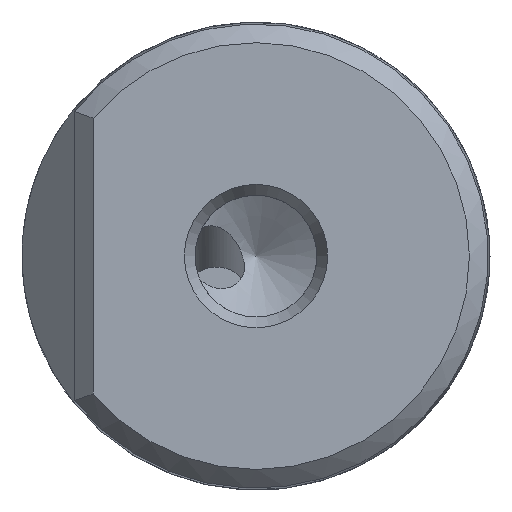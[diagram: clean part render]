
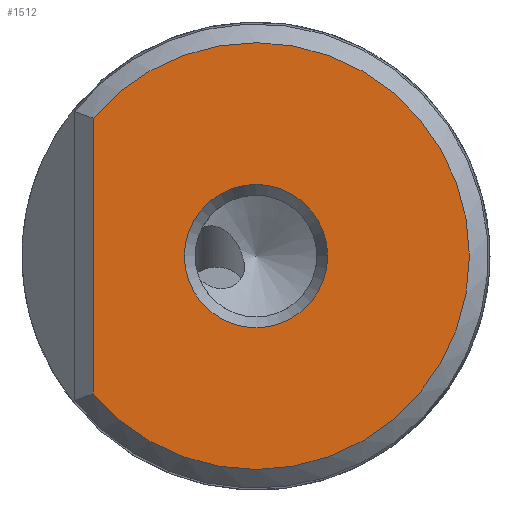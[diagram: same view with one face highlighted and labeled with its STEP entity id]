
A CAD part, left-side view. The second image highlights one B-rep face of the part: STEP entity #1512.
In plain terms, the highlighted planar face has unit normal (-1, 0, 0).
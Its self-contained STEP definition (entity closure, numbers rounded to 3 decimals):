
#125 = AXIS2_PLACEMENT_3D ( 'NONE', #854, #165, #981 ) ;
#128 = FACE_BOUND ( 'NONE', #1133, .T. ) ;
#165 = DIRECTION ( 'NONE',  ( 1., 0., 0. ) ) ;
#176 = AXIS2_PLACEMENT_3D ( 'NONE', #1152, #572, #578 ) ;
#249 = ORIENTED_EDGE ( 'NONE', *, *, #1082, .F. ) ;
#267 = EDGE_CURVE ( 'NONE', #826, #826, #850, .T. ) ;
#317 = CARTESIAN_POINT ( 'NONE',  ( -106.9, 8.7, 10. ) ) ;
#427 = DIRECTION ( 'NONE',  ( 0., 0., -1. ) ) ;
#551 = AXIS2_PLACEMENT_3D ( 'NONE', #911, #680, #1488 ) ;
#572 = DIRECTION ( 'NONE',  ( 1., 0., 0. ) ) ;
#578 = DIRECTION ( 'NONE',  ( 0., 0., -1. ) ) ;
#579 = ORIENTED_EDGE ( 'NONE', *, *, #859, .T. ) ;
#680 = DIRECTION ( 'NONE',  ( -1., 0., 0. ) ) ;
#729 = EDGE_LOOP ( 'NONE', ( #249, #579 ) ) ;
#826 = VERTEX_POINT ( 'NONE', #1254 ) ;
#850 = CIRCLE ( 'NONE', #176, 3.827 ) ;
#854 = CARTESIAN_POINT ( 'NONE',  ( -106.9, 0., 0. ) ) ;
#859 = EDGE_CURVE ( 'NONE', #1504, #1192, #1487, .T. ) ;
#872 = ORIENTED_EDGE ( 'NONE', *, *, #267, .T. ) ;
#876 = CARTESIAN_POINT ( 'NONE',  ( -106.9, 8.7, -7.367 ) ) ;
#911 = CARTESIAN_POINT ( 'NONE',  ( -106.9, 11.4, 0. ) ) ;
#981 = DIRECTION ( 'NONE',  ( 0., 1., 0. ) ) ;
#1024 = CARTESIAN_POINT ( 'NONE',  ( -106.9, 8.7, 7.367 ) ) ;
#1082 = EDGE_CURVE ( 'NONE', #1504, #1192, #1176, .T. ) ;
#1133 = EDGE_LOOP ( 'NONE', ( #872 ) ) ;
#1152 = CARTESIAN_POINT ( 'NONE',  ( -106.9, 0., 0. ) ) ;
#1176 = CIRCLE ( 'NONE', #125, 11.4 ) ;
#1192 = VERTEX_POINT ( 'NONE', #876 ) ;
#1201 = FACE_OUTER_BOUND ( 'NONE', #729, .T. ) ;
#1254 = CARTESIAN_POINT ( 'NONE',  ( -106.9, 0., -3.827 ) ) ;
#1342 = VECTOR ( 'NONE', #427, 1000. ) ;
#1376 = PLANE ( 'NONE',  #551 ) ;
#1487 = LINE ( 'NONE', #317, #1342 ) ;
#1488 = DIRECTION ( 'NONE',  ( 0., -1., 0. ) ) ;
#1504 = VERTEX_POINT ( 'NONE', #1024 ) ;
#1512 = ADVANCED_FACE ( 'NONE', ( #128, #1201 ), #1376, .T. ) ;
